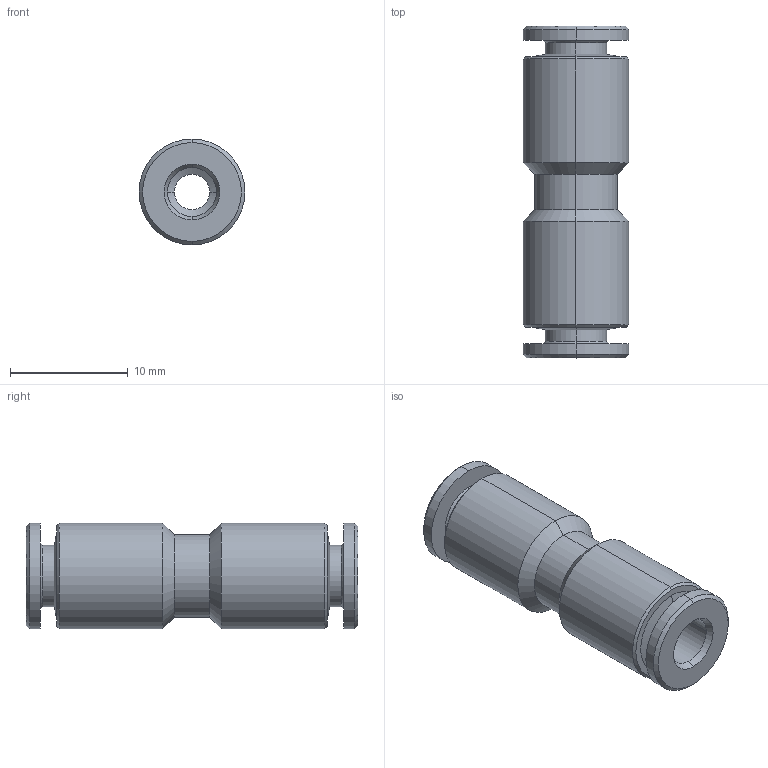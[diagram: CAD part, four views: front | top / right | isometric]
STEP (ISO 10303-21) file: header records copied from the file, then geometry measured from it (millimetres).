
FILE_DESCRIPTION (( 'STEP AP203' ), '1' );
FILE_NAME ('A0160010.STEP', '2009-03-26T09:12:44', ( 'UT1' ), ( '' ), 'SwSTEP 2.0', 'SolidWorks 2009', '' );
FILE_SCHEMA (( 'CONFIG_CONTROL_DESIGN' ));
Length unit declared in the file: millimetre
Products named in the file (1): A0160010
Bounding box: 9 x 28.2 x 9 mm (x, y, z)
Volume: 1202.3 mm3; surface area: 1366.8 mm2
Topology: 1 solids, 1 shells, 54 faces, 116 edges, 68 vertices
Faces by surface type: cone 28, cylinder 20, plane 6
Entity records: 1545 total; most frequent: DIRECTION 294, CARTESIAN_POINT 239, ORIENTED_EDGE 232, AXIS2_PLACEMENT_3D 123, EDGE_CURVE 116, VERTEX_POINT 68, CIRCLE 68, EDGE_LOOP 60
